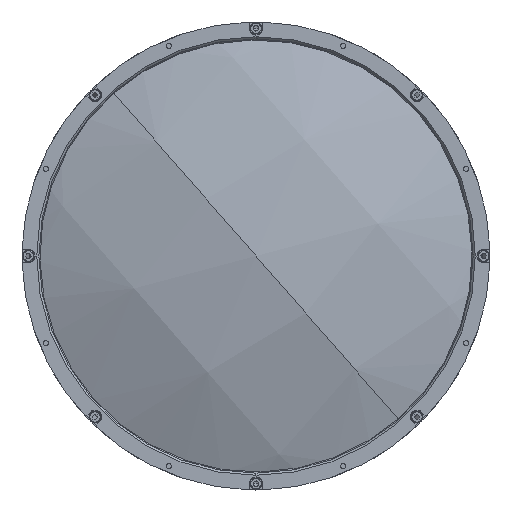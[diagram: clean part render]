
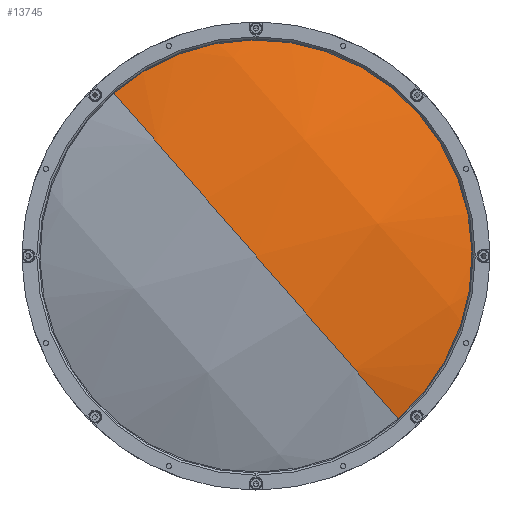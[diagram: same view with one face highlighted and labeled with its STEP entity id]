
A CAD part, left-side view. The second image highlights one B-rep face of the part: STEP entity #13745.
In plain terms, the highlighted spherical face has radius 264.145 mm.
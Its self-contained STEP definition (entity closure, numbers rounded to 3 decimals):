
#1084 = CIRCLE ( 'NONE', #19355, 105. ) ;
#1343 = DIRECTION ( 'NONE',  ( 0., 0.657, 0.753 ) ) ;
#1461 = DIRECTION ( 'NONE',  ( 0., -0.753, 0.657 ) ) ;
#2388 = DIRECTION ( 'NONE',  ( 0., -0.657, -0.753 ) ) ;
#3847 = VERTEX_POINT ( 'NONE', #9515 ) ;
#4281 = AXIS2_PLACEMENT_3D ( 'NONE', #5138, #11382, #2388 ) ;
#5138 = CARTESIAN_POINT ( 'NONE',  ( 261.045, 0., 0. ) ) ;
#5938 = ORIENTED_EDGE ( 'NONE', *, *, #9752, .T. ) ;
#6079 = CARTESIAN_POINT ( 'NONE',  ( 18.666, -69.034, -79.116 ) ) ;
#6423 = CIRCLE ( 'NONE', #10886, 264.145 ) ;
#8186 = CARTESIAN_POINT ( 'NONE',  ( 261.045, 0., 0. ) ) ;
#9515 = CARTESIAN_POINT ( 'NONE',  ( -3.1, 0., 0. ) ) ;
#9726 = DIRECTION ( 'NONE',  ( 0., -0.657, -0.753 ) ) ;
#9752 = EDGE_CURVE ( 'NONE', #9855, #17972, #1084, .T. ) ;
#9855 = VERTEX_POINT ( 'NONE', #6079 ) ;
#10319 = DIRECTION ( 'NONE',  ( 0., 0.753, -0.657 ) ) ;
#10402 = EDGE_CURVE ( 'NONE', #17972, #3847, #6423, .T. ) ;
#10448 = DIRECTION ( 'NONE',  ( -1., 0., 0. ) ) ;
#10886 = AXIS2_PLACEMENT_3D ( 'NONE', #8186, #18725, #9726 ) ;
#11382 = DIRECTION ( 'NONE',  ( 0., -0.753, 0.657 ) ) ;
#12283 = AXIS2_PLACEMENT_3D ( 'NONE', #19346, #10319, #1343 ) ;
#13745 = ADVANCED_FACE ( 'NONE', ( #18843 ), #15321, .T. ) ;
#14932 = EDGE_LOOP ( 'NONE', ( #5938, #19237, #15510 ) ) ;
#15321 = SPHERICAL_SURFACE ( 'NONE', #4281, 264.145 ) ;
#15510 = ORIENTED_EDGE ( 'NONE', *, *, #15799, .F. ) ;
#15799 = EDGE_CURVE ( 'NONE', #9855, #3847, #16037, .T. ) ;
#16037 = CIRCLE ( 'NONE', #12283, 264.145 ) ;
#17972 = VERTEX_POINT ( 'NONE', #18723 ) ;
#18723 = CARTESIAN_POINT ( 'NONE',  ( 18.666, 69.034, 79.116 ) ) ;
#18725 = DIRECTION ( 'NONE',  ( 0., -0.753, 0.657 ) ) ;
#18843 = FACE_OUTER_BOUND ( 'NONE', #14932, .T. ) ;
#19237 = ORIENTED_EDGE ( 'NONE', *, *, #10402, .T. ) ;
#19346 = CARTESIAN_POINT ( 'NONE',  ( 261.045, 0., 0. ) ) ;
#19355 = AXIS2_PLACEMENT_3D ( 'NONE', #19474, #10448, #1461 ) ;
#19474 = CARTESIAN_POINT ( 'NONE',  ( 18.666, 0., 0. ) ) ;
